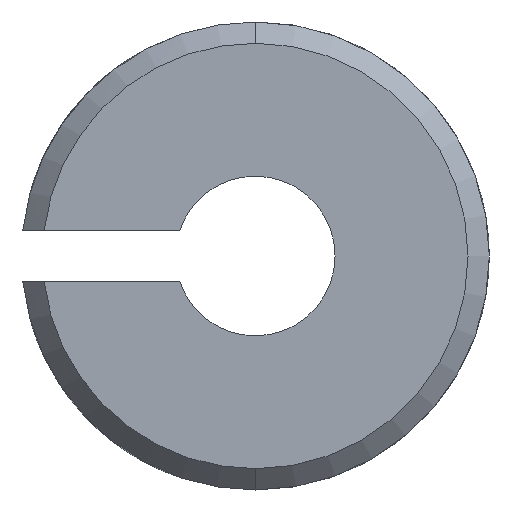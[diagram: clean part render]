
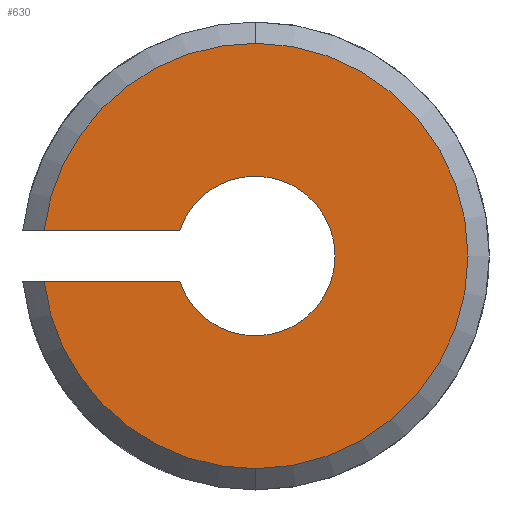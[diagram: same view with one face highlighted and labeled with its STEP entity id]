
A CAD part, front view. The second image highlights one B-rep face of the part: STEP entity #630.
In plain terms, the highlighted planar face has unit normal (0, -1, 0).
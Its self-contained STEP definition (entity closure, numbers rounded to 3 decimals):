
#54 = DIRECTION ( 'NONE',  ( 0., 1., 0. ) ) ;
#56 = DIRECTION ( 'NONE',  ( 0., 0., 1. ) ) ;
#77 = AXIS2_PLACEMENT_3D ( 'NONE', #838, #89, #186 ) ;
#78 = CARTESIAN_POINT ( 'NONE',  ( 0., 0., 0. ) ) ;
#81 = DIRECTION ( 'NONE',  ( 0., 1., 0. ) ) ;
#86 = DIRECTION ( 'NONE',  ( 0., 0., 1. ) ) ;
#87 = EDGE_CURVE ( 'NONE', #949, #698, #1020, .T. ) ;
#89 = DIRECTION ( 'NONE',  ( 0., -1., 0. ) ) ;
#93 = VERTEX_POINT ( 'NONE', #198 ) ;
#122 = EDGE_CURVE ( 'NONE', #854, #93, #1109, .T. ) ;
#123 = DIRECTION ( 'NONE',  ( 0., 1., 0. ) ) ;
#144 = PLANE ( 'NONE',  #948 ) ;
#154 = VERTEX_POINT ( 'NONE', #384 ) ;
#159 = CARTESIAN_POINT ( 'NONE',  ( 0., 0., 0. ) ) ;
#165 = CARTESIAN_POINT ( 'NONE',  ( -6.304, 0., 0.762 ) ) ;
#166 = CIRCLE ( 'NONE', #707, 2.381 ) ;
#167 = VERTEX_POINT ( 'NONE', #473 ) ;
#174 = DIRECTION ( 'NONE',  ( 0., -1., 0. ) ) ;
#183 = AXIS2_PLACEMENT_3D ( 'NONE', #434, #440, #455 ) ;
#186 = DIRECTION ( 'NONE',  ( 0., 0., 1. ) ) ;
#194 = DIRECTION ( 'NONE',  ( 0., 0., 1. ) ) ;
#197 = EDGE_CURVE ( 'NONE', #301, #154, #865, .T. ) ;
#198 = CARTESIAN_POINT ( 'NONE',  ( -2.256, 0., -0.762 ) ) ;
#204 = CARTESIAN_POINT ( 'NONE',  ( 0., 0., 0. ) ) ;
#216 = EDGE_CURVE ( 'NONE', #861, #949, #824, .T. ) ;
#244 = LINE ( 'NONE', #815, #583 ) ;
#266 = ORIENTED_EDGE ( 'NONE', *, *, #853, .T. ) ;
#279 = DIRECTION ( 'NONE',  ( 0., 0., 1. ) ) ;
#301 = VERTEX_POINT ( 'NONE', #1054 ) ;
#376 = ORIENTED_EDGE ( 'NONE', *, *, #732, .T. ) ;
#384 = CARTESIAN_POINT ( 'NONE',  ( 0., 0., -6.35 ) ) ;
#409 = EDGE_CURVE ( 'NONE', #698, #167, #496, .T. ) ;
#418 = EDGE_CURVE ( 'NONE', #154, #861, #873, .T. ) ;
#434 = CARTESIAN_POINT ( 'NONE',  ( 0., 0., 0. ) ) ;
#440 = DIRECTION ( 'NONE',  ( 0., -1., 0. ) ) ;
#455 = DIRECTION ( 'NONE',  ( 0., 0., 1. ) ) ;
#473 = CARTESIAN_POINT ( 'NONE',  ( 0., 0., 2.381 ) ) ;
#496 = CIRCLE ( 'NONE', #940, 2.381 ) ;
#501 = FACE_OUTER_BOUND ( 'NONE', #1026, .T. ) ;
#583 = VECTOR ( 'NONE', #808, 1000. ) ;
#619 = ORIENTED_EDGE ( 'NONE', *, *, #409, .T. ) ;
#630 = ADVANCED_FACE ( 'NONE', ( #501 ), #144, .F. ) ;
#632 = DIRECTION ( 'NONE',  ( 1., 0., 0. ) ) ;
#638 = ORIENTED_EDGE ( 'NONE', *, *, #216, .T. ) ;
#698 = VERTEX_POINT ( 'NONE', #1103 ) ;
#707 = AXIS2_PLACEMENT_3D ( 'NONE', #913, #978, #56 ) ;
#732 = EDGE_CURVE ( 'NONE', #167, #854, #166, .T. ) ;
#736 = DIRECTION ( 'NONE',  ( 0., 0., 1. ) ) ;
#788 = CARTESIAN_POINT ( 'NONE',  ( -6.943, 0., 0.762 ) ) ;
#803 = CARTESIAN_POINT ( 'NONE',  ( 0., 0., 6.35 ) ) ;
#808 = DIRECTION ( 'NONE',  ( -1., 0., 0. ) ) ;
#815 = CARTESIAN_POINT ( 'NONE',  ( -2.256, 0., -0.762 ) ) ;
#823 = ORIENTED_EDGE ( 'NONE', *, *, #122, .T. ) ;
#824 = CIRCLE ( 'NONE', #183, 6.35 ) ;
#838 = CARTESIAN_POINT ( 'NONE',  ( 0., 0., 0. ) ) ;
#853 = EDGE_CURVE ( 'NONE', #93, #301, #244, .T. ) ;
#854 = VERTEX_POINT ( 'NONE', #1068 ) ;
#861 = VERTEX_POINT ( 'NONE', #803 ) ;
#865 = CIRCLE ( 'NONE', #77, 6.35 ) ;
#873 = CIRCLE ( 'NONE', #1010, 6.35 ) ;
#913 = CARTESIAN_POINT ( 'NONE',  ( 0., 0., 0. ) ) ;
#940 = AXIS2_PLACEMENT_3D ( 'NONE', #78, #81, #86 ) ;
#948 = AXIS2_PLACEMENT_3D ( 'NONE', #204, #123, #279 ) ;
#949 = VERTEX_POINT ( 'NONE', #165 ) ;
#965 = AXIS2_PLACEMENT_3D ( 'NONE', #979, #54, #736 ) ;
#978 = DIRECTION ( 'NONE',  ( 0., 1., 0. ) ) ;
#979 = CARTESIAN_POINT ( 'NONE',  ( 0., 0., 0. ) ) ;
#985 = VECTOR ( 'NONE', #632, 1000. ) ;
#1010 = AXIS2_PLACEMENT_3D ( 'NONE', #159, #174, #194 ) ;
#1017 = ORIENTED_EDGE ( 'NONE', *, *, #87, .T. ) ;
#1020 = LINE ( 'NONE', #788, #985 ) ;
#1026 = EDGE_LOOP ( 'NONE', ( #266, #1105, #1079, #638, #1017, #619, #376, #823 ) ) ;
#1054 = CARTESIAN_POINT ( 'NONE',  ( -6.304, 0., -0.762 ) ) ;
#1068 = CARTESIAN_POINT ( 'NONE',  ( 0., 0., -2.381 ) ) ;
#1079 = ORIENTED_EDGE ( 'NONE', *, *, #418, .T. ) ;
#1103 = CARTESIAN_POINT ( 'NONE',  ( -2.256, 0., 0.762 ) ) ;
#1105 = ORIENTED_EDGE ( 'NONE', *, *, #197, .T. ) ;
#1109 = CIRCLE ( 'NONE', #965, 2.381 ) ;
